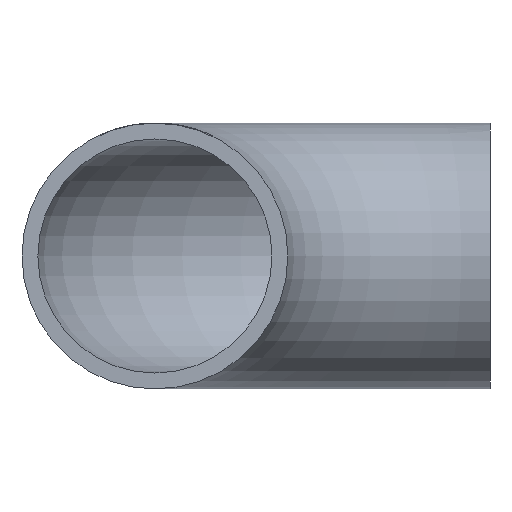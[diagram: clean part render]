
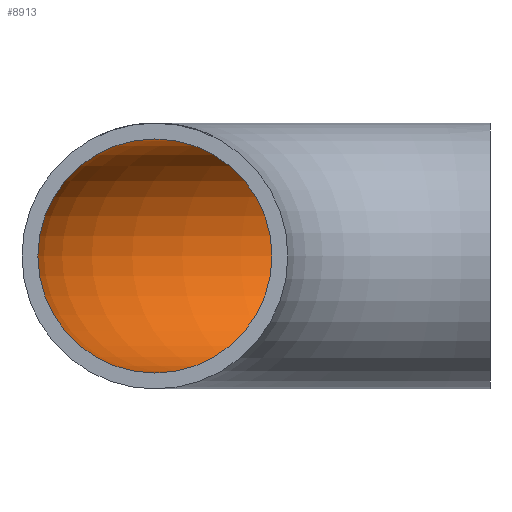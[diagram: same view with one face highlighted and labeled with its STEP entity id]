
A CAD part, front view. The second image highlights one B-rep face of the part: STEP entity #8913.
In plain terms, the highlighted toroidal (fillet/blend) face has major radius 76 mm and minor radius 26.55 mm.
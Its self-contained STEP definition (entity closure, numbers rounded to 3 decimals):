
#840 = DIRECTION ( 'NONE',  ( 0., 0., -1. ) ) ;
#1042 = VERTEX_POINT ( 'NONE', #5024 ) ;
#2151 = EDGE_CURVE ( 'NONE', #10049, #10049, #4390, .T. ) ;
#2290 = EDGE_CURVE ( 'NONE', #1042, #1042, #8796, .T. ) ;
#2444 = CARTESIAN_POINT ( 'NONE',  ( -76., 0., 26.55 ) ) ;
#3150 = CARTESIAN_POINT ( 'NONE',  ( 0., 0., 0. ) ) ;
#3985 = DIRECTION ( 'NONE',  ( -1., 0., 0. ) ) ;
#4241 = AXIS2_PLACEMENT_3D ( 'NONE', #9561, #6215, #9504 ) ;
#4390 = CIRCLE ( 'NONE', #10507, 26.55 ) ;
#4496 = DIRECTION ( 'NONE',  ( 0., 0., 1. ) ) ;
#4567 = ORIENTED_EDGE ( 'NONE', *, *, #2151, .F. ) ;
#4782 = EDGE_LOOP ( 'NONE', ( #4567 ) ) ;
#5024 = CARTESIAN_POINT ( 'NONE',  ( 0., 102.55, 0. ) ) ;
#6215 = DIRECTION ( 'NONE',  ( 1., 0., 0. ) ) ;
#6891 = DIRECTION ( 'NONE',  ( 0., 1., 0. ) ) ;
#8282 = ORIENTED_EDGE ( 'NONE', *, *, #2290, .T. ) ;
#8732 = EDGE_LOOP ( 'NONE', ( #8282 ) ) ;
#8796 = CIRCLE ( 'NONE', #4241, 26.55 ) ;
#8913 = ADVANCED_FACE ( 'NONE', ( #8975, #10356 ), #9828, .F. ) ;
#8975 = FACE_OUTER_BOUND ( 'NONE', #8732, .T. ) ;
#9087 = AXIS2_PLACEMENT_3D ( 'NONE', #3150, #840, #3985 ) ;
#9307 = CARTESIAN_POINT ( 'NONE',  ( -76., 0., 0. ) ) ;
#9504 = DIRECTION ( 'NONE',  ( 0., 1., 0. ) ) ;
#9561 = CARTESIAN_POINT ( 'NONE',  ( 0., 76., 0. ) ) ;
#9828 = TOROIDAL_SURFACE ( 'NONE', #9087, 76., 26.55 ) ;
#10049 = VERTEX_POINT ( 'NONE', #2444 ) ;
#10356 = FACE_OUTER_BOUND ( 'NONE', #4782, .T. ) ;
#10507 = AXIS2_PLACEMENT_3D ( 'NONE', #9307, #6891, #4496 ) ;
